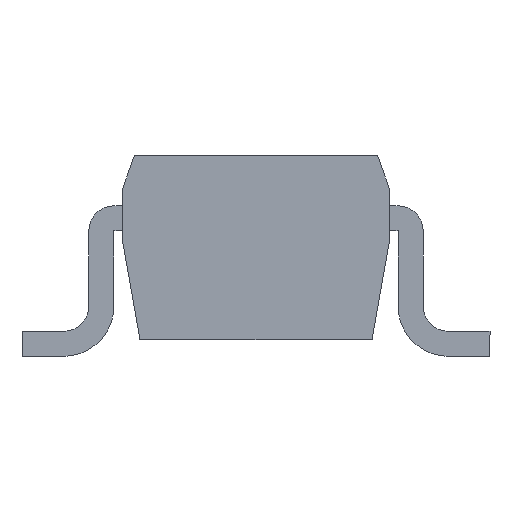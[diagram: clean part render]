
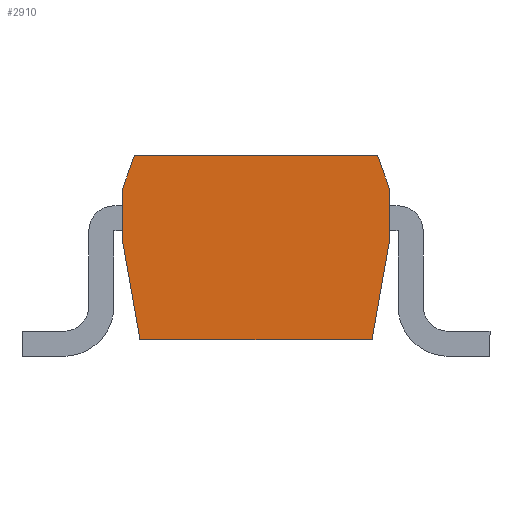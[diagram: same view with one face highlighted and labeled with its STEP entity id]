
A CAD part, left-side view. The second image highlights one B-rep face of the part: STEP entity #2910.
In plain terms, the highlighted planar face has unit normal (-1, 0, 0).
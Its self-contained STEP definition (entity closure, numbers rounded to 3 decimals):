
#2695 = VERTEX_POINT ( 'NONE', #5630 ) ;
#2697 = EDGE_CURVE ( 'NONE', #2695, #2760, #5693, .T. ) ;
#2760 = VERTEX_POINT ( 'NONE', #5894 ) ;
#2890 = ORIENTED_EDGE ( 'NONE', *, *, #2891, .T. ) ;
#2891 = EDGE_CURVE ( 'NONE', #2918, #2892, #6554, .T. ) ;
#2892 = VERTEX_POINT ( 'NONE', #6550 ) ;
#2893 = ORIENTED_EDGE ( 'NONE', *, *, #2894, .T. ) ;
#2894 = EDGE_CURVE ( 'NONE', #2892, #2895, #6549, .T. ) ;
#2895 = VERTEX_POINT ( 'NONE', #6545 ) ;
#2896 = ORIENTED_EDGE ( 'NONE', *, *, #2897, .F. ) ;
#2897 = EDGE_CURVE ( 'NONE', #2898, #2895, #6544, .T. ) ;
#2898 = VERTEX_POINT ( 'NONE', #6540 ) ;
#2899 = ORIENTED_EDGE ( 'NONE', *, *, #2900, .T. ) ;
#2900 = EDGE_CURVE ( 'NONE', #2898, #2760, #6595, .T. ) ;
#2901 = ORIENTED_EDGE ( 'NONE', *, *, #2697, .F. ) ;
#2902 = ORIENTED_EDGE ( 'NONE', *, *, #2903, .T. ) ;
#2903 = EDGE_CURVE ( 'NONE', #2695, #2914, #6591, .T. ) ;
#2910 = ADVANCED_FACE ( 'NONE', ( #6576 ), #6620, .F. ) ;
#2911 = EDGE_LOOP ( 'NONE', ( #2912, #2916, #2890, #2893, #2896, #2899, #2901, #2902 ) ) ;
#2912 = ORIENTED_EDGE ( 'NONE', *, *, #2913, .T. ) ;
#2913 = EDGE_CURVE ( 'NONE', #2914, #2915, #6615, .T. ) ;
#2914 = VERTEX_POINT ( 'NONE', #6611 ) ;
#2915 = VERTEX_POINT ( 'NONE', #6610 ) ;
#2916 = ORIENTED_EDGE ( 'NONE', *, *, #2917, .T. ) ;
#2917 = EDGE_CURVE ( 'NONE', #2915, #2918, #6609, .T. ) ;
#2918 = VERTEX_POINT ( 'NONE', #6605 ) ;
#5630 = CARTESIAN_POINT ( 'NONE',  ( -1.45, 0.727, 1.2 ) ) ;
#5690 = DIRECTION ( 'NONE',  ( 0., -1., 0. ) ) ;
#5691 = VECTOR ( 'NONE', #5690, 1000. ) ;
#5692 = CARTESIAN_POINT ( 'NONE',  ( -1.45, 0.8, 1.2 ) ) ;
#5693 = LINE ( 'NONE', #5692, #5691 ) ;
#5894 = CARTESIAN_POINT ( 'NONE',  ( -1.45, -0.727, 1.2 ) ) ;
#6540 = CARTESIAN_POINT ( 'NONE',  ( -1.45, -0.8, 1. ) ) ;
#6541 = DIRECTION ( 'NONE',  ( 0., 0., -1. ) ) ;
#6542 = VECTOR ( 'NONE', #6541, 1000. ) ;
#6543 = CARTESIAN_POINT ( 'NONE',  ( -1.45, -0.8, 1.2 ) ) ;
#6544 = LINE ( 'NONE', #6543, #6542 ) ;
#6545 = CARTESIAN_POINT ( 'NONE',  ( -1.45, -0.8, 0.7 ) ) ;
#6546 = DIRECTION ( 'NONE',  ( 0., -0.174, 0.985 ) ) ;
#6547 = VECTOR ( 'NONE', #6546, 1000. ) ;
#6548 = CARTESIAN_POINT ( 'NONE',  ( -1.45, -0.8, 0.7 ) ) ;
#6549 = LINE ( 'NONE', #6548, #6547 ) ;
#6550 = CARTESIAN_POINT ( 'NONE',  ( -1.45, -0.694, 0.1 ) ) ;
#6551 = DIRECTION ( 'NONE',  ( 0., -1., 0. ) ) ;
#6552 = VECTOR ( 'NONE', #6551, 1000. ) ;
#6553 = CARTESIAN_POINT ( 'NONE',  ( -1.45, 0.8, 0.1 ) ) ;
#6554 = LINE ( 'NONE', #6553, #6552 ) ;
#6576 = FACE_OUTER_BOUND ( 'NONE', #2911, .T. ) ;
#6588 = DIRECTION ( 'NONE',  ( 0., 0.342, -0.94 ) ) ;
#6589 = VECTOR ( 'NONE', #6588, 1000. ) ;
#6590 = CARTESIAN_POINT ( 'NONE',  ( -1.45, 0.727, 1.2 ) ) ;
#6591 = LINE ( 'NONE', #6590, #6589 ) ;
#6592 = DIRECTION ( 'NONE',  ( 0., 0.342, 0.94 ) ) ;
#6593 = VECTOR ( 'NONE', #6592, 1000. ) ;
#6594 = CARTESIAN_POINT ( 'NONE',  ( -1.45, -0.727, 1.2 ) ) ;
#6595 = LINE ( 'NONE', #6594, #6593 ) ;
#6605 = CARTESIAN_POINT ( 'NONE',  ( -1.45, 0.694, 0.1 ) ) ;
#6606 = DIRECTION ( 'NONE',  ( 0., -0.174, -0.985 ) ) ;
#6607 = VECTOR ( 'NONE', #6606, 1000. ) ;
#6608 = CARTESIAN_POINT ( 'NONE',  ( -1.45, 0.8, 0.7 ) ) ;
#6609 = LINE ( 'NONE', #6608, #6607 ) ;
#6610 = CARTESIAN_POINT ( 'NONE',  ( -1.45, 0.8, 0.7 ) ) ;
#6611 = CARTESIAN_POINT ( 'NONE',  ( -1.45, 0.8, 1. ) ) ;
#6612 = DIRECTION ( 'NONE',  ( 0., 0., -1. ) ) ;
#6613 = VECTOR ( 'NONE', #6612, 1000. ) ;
#6614 = CARTESIAN_POINT ( 'NONE',  ( -1.45, 0.8, 1.2 ) ) ;
#6615 = LINE ( 'NONE', #6614, #6613 ) ;
#6616 = DIRECTION ( 'NONE',  ( 0., 1., 0. ) ) ;
#6617 = DIRECTION ( 'NONE',  ( 1., 0., 0. ) ) ;
#6618 = CARTESIAN_POINT ( 'NONE',  ( -1.45, 0.8, 1.2 ) ) ;
#6619 = AXIS2_PLACEMENT_3D ( 'NONE', #6618, #6617, #6616 ) ;
#6620 = PLANE ( 'NONE',  #6619 ) ;
